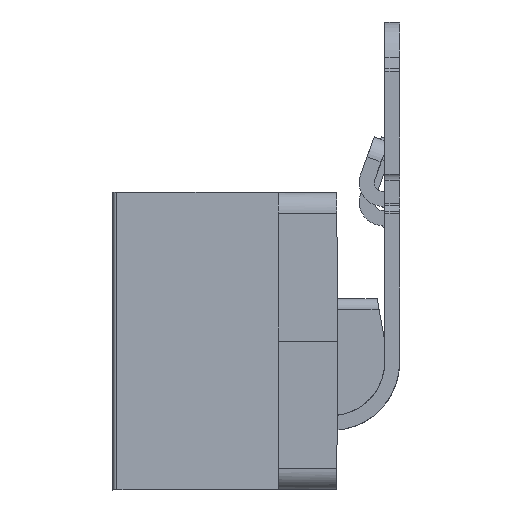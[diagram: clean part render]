
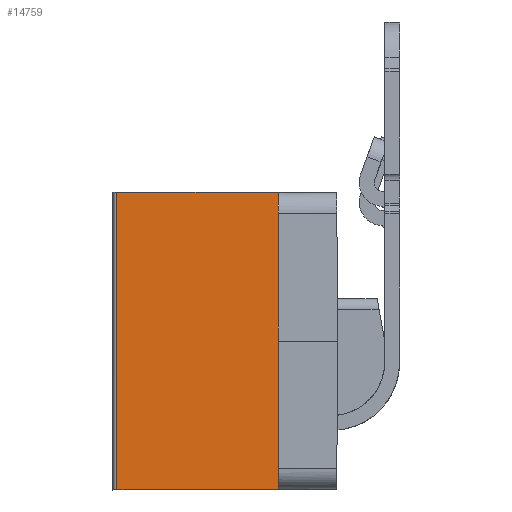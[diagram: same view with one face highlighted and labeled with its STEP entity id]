
A CAD part, left-side view. The second image highlights one B-rep face of the part: STEP entity #14759.
In plain terms, the highlighted face is planar.
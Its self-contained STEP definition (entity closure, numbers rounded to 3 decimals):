
#365=DIRECTION('',(0.,0.,1.));
#366=VECTOR('',#365,3.8);
#367=CARTESIAN_POINT('',(-30.5,31.,2.5));
#368=LINE('6096',#367,#366);
#2922=DIRECTION('',(0.,-0.001,1.));
#2923=VECTOR('',#2922,0.2);
#2924=CARTESIAN_POINT('',(-30.561,38.,6.1));
#2925=LINE('6072',#2924,#2923);
#2929=DIRECTION('',(0.,0.,1.));
#2930=VECTOR('',#2929,3.6);
#2931=CARTESIAN_POINT('',(-30.561,38.,2.5));
#2932=LINE('6098',#2931,#2930);
#5485=DIRECTION('',(-0.009,1.,0.));
#5486=VECTOR('',#5485,7.);
#5487=CARTESIAN_POINT('',(-30.5,31.,2.5));
#5488=LINE('6094',#5487,#5486);
#5639=DIRECTION('',(-0.009,1.,0.));
#5640=VECTOR('',#5639,7.);
#5641=CARTESIAN_POINT('',(-30.5,31.,6.3));
#5642=LINE('6086',#5641,#5640);
#8947=CARTESIAN_POINT('',(-30.561,38.,6.1));
#8948=CARTESIAN_POINT('',(-30.561,38.,6.3));
#8949=VERTEX_POINT('',#8947);
#8950=VERTEX_POINT('',#8948);
#8966=CARTESIAN_POINT('',(-30.5,31.,6.3));
#8967=VERTEX_POINT('',#8966);
#8973=CARTESIAN_POINT('',(-30.5,31.,2.5));
#8974=VERTEX_POINT('',#8973);
#8975=CARTESIAN_POINT('',(-30.561,38.,2.5));
#8976=VERTEX_POINT('',#8975);
#14747=CARTESIAN_POINT('',(-30.5,31.,0.));
#14748=DIRECTION('',(-1.,-0.009,0.));
#14749=DIRECTION('',(0.,0.,1.));
#14750=AXIS2_PLACEMENT_3D('',#14747,#14748,#14749);
#14751=PLANE('6728',#14750);
#14752=ORIENTED_EDGE('6086',*,*,#14732,.F.);
#14753=ORIENTED_EDGE('6096',*,*,#9617,.F.);
#14754=ORIENTED_EDGE('6094',*,*,#14559,.T.);
#14755=ORIENTED_EDGE('6098',*,*,#11667,.T.);
#14756=ORIENTED_EDGE('6072',*,*,#11665,.T.);
#14757=EDGE_LOOP('6728',(#14752,#14753,#14754,#14755,#14756));
#14758=FACE_OUTER_BOUND('6728',#14757,.F.);
#14759=ADVANCED_FACE('6728',(#14758),#14751,.T.);
#9617=EDGE_CURVE('6096',#8974,#8967,#368,.T.);
#11665=EDGE_CURVE('6072',#8949,#8950,#2925,.T.);
#11667=EDGE_CURVE('6098',#8976,#8949,#2932,.T.);
#14559=EDGE_CURVE('6094',#8974,#8976,#5488,.T.);
#14732=EDGE_CURVE('6086',#8967,#8950,#5642,.T.);
